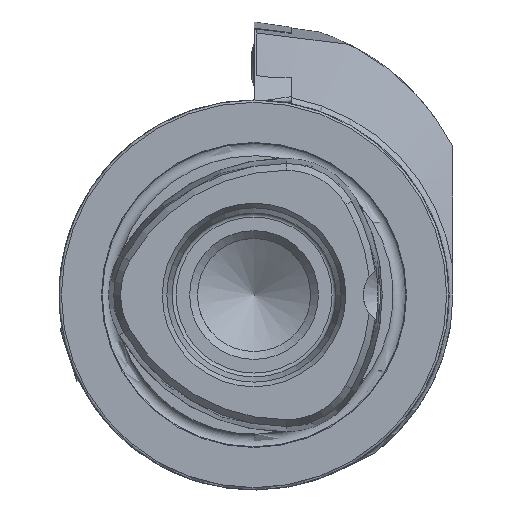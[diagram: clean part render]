
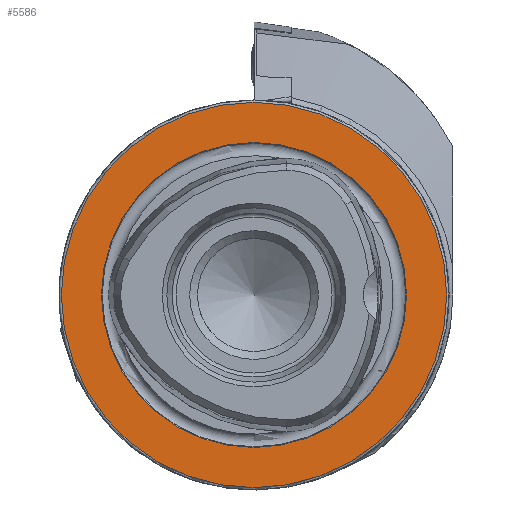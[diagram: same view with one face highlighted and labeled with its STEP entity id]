
A CAD part, left-side view. The second image highlights one B-rep face of the part: STEP entity #5586.
In plain terms, the highlighted planar face has unit normal (-1, 0, 0).
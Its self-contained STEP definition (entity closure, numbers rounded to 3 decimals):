
#248 = CARTESIAN_POINT ( 'NONE',  ( 0., 0., 0. ) ) ;
#948 = CARTESIAN_POINT ( 'NONE',  ( 0., 0., 24.7 ) ) ;
#1062 = VERTEX_POINT ( 'NONE', #1633 ) ;
#1633 = CARTESIAN_POINT ( 'NONE',  ( 0., 0., 19.55 ) ) ;
#1688 = CIRCLE ( 'NONE', #3821, 19.55 ) ;
#1963 = AXIS2_PLACEMENT_3D ( 'NONE', #248, #7187, #2568 ) ;
#2108 = DIRECTION ( 'NONE',  ( -1., 0., 0. ) ) ;
#2373 = CARTESIAN_POINT ( 'NONE',  ( 0., 19.55, 0. ) ) ;
#2388 = EDGE_LOOP ( 'NONE', ( #8454 ) ) ;
#2568 = DIRECTION ( 'NONE',  ( 0., 0., 1. ) ) ;
#2847 = VERTEX_POINT ( 'NONE', #948 ) ;
#3061 = DIRECTION ( 'NONE',  ( 1., 0., 0. ) ) ;
#3821 = AXIS2_PLACEMENT_3D ( 'NONE', #8337, #2108, #6722 ) ;
#4728 = DIRECTION ( 'NONE',  ( 0., 0., -1. ) ) ;
#4823 = EDGE_CURVE ( 'NONE', #1062, #1062, #1688, .T. ) ;
#5390 = PLANE ( 'NONE',  #9900 ) ;
#5586 = ADVANCED_FACE ( 'NONE', ( #9618, #8325 ), #5390, .F. ) ;
#5733 = CIRCLE ( 'NONE', #1963, 24.7 ) ;
#5736 = EDGE_CURVE ( 'NONE', #2847, #2847, #5733, .T. ) ;
#6123 = ORIENTED_EDGE ( 'NONE', *, *, #4823, .F. ) ;
#6524 = EDGE_LOOP ( 'NONE', ( #6123 ) ) ;
#6722 = DIRECTION ( 'NONE',  ( 0., 0., 1. ) ) ;
#7187 = DIRECTION ( 'NONE',  ( -1., 0., 0. ) ) ;
#8325 = FACE_OUTER_BOUND ( 'NONE', #2388, .T. ) ;
#8337 = CARTESIAN_POINT ( 'NONE',  ( 0., 0., 0. ) ) ;
#8454 = ORIENTED_EDGE ( 'NONE', *, *, #5736, .T. ) ;
#9618 = FACE_BOUND ( 'NONE', #6524, .T. ) ;
#9900 = AXIS2_PLACEMENT_3D ( 'NONE', #2373, #3061, #4728 ) ;
